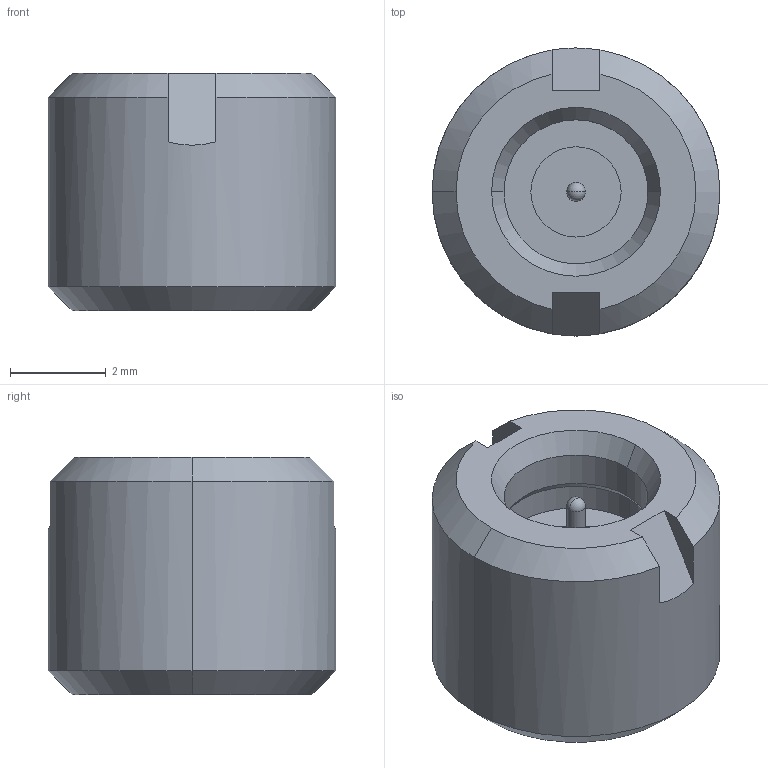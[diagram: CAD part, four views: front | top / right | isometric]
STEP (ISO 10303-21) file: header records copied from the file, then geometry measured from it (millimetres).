
FILE_DESCRIPTION (( 'STEP AP203' ), '1' );
FILE_NAME ('ﾑﾐﾃ-50-974ﾂ-01.STEP', '2020-03-05T02:23:57', ( '' ), ( '' ), 'SwSTEP 2.0', 'SolidWorks 2017', '' );
FILE_SCHEMA (( 'CONFIG_CONTROL_DESIGN' ));
Length unit declared in the file: millimetre
Products named in the file (1): ﾑﾐﾃ-50-974ﾂ-01
Bounding box: 6 x 6 x 4.95 mm (x, y, z)
Volume: 106.9 mm3; surface area: 176.1 mm2
Topology: 1 solids, 1 shells, 47 faces, 108 edges, 65 vertices
Faces by surface type: cylinder 18, cone 13, plane 12, sphere 4
Entity records: 1350 total; most frequent: DIRECTION 241, CARTESIAN_POINT 227, ORIENTED_EDGE 200, EDGE_CURVE 100, AXIS2_PLACEMENT_3D 99, VERTEX_POINT 61, EDGE_LOOP 53, CIRCLE 51
